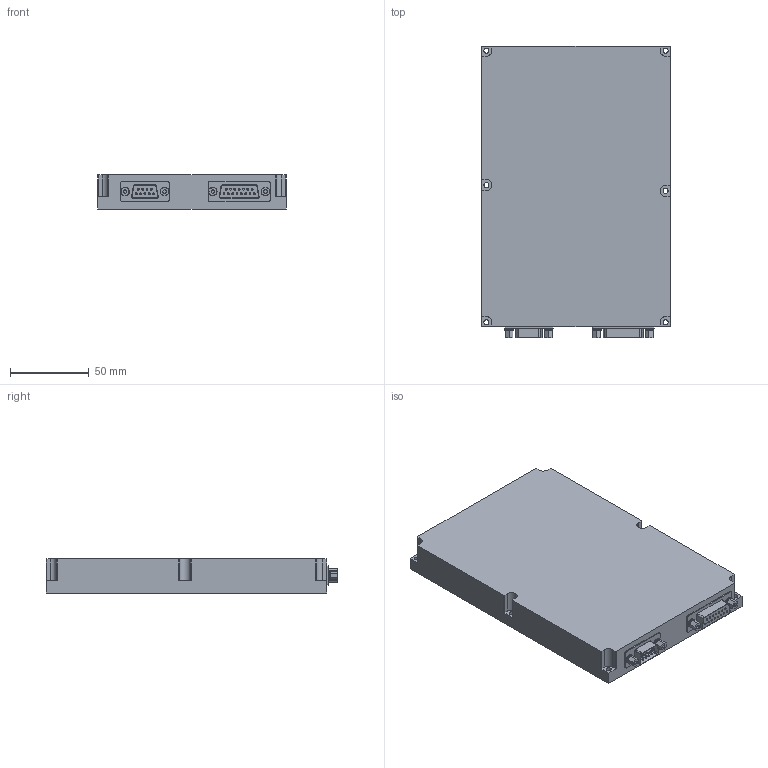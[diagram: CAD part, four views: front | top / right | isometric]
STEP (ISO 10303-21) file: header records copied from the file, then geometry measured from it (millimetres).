
FILE_DESCRIPTION(/* description */ ('Unknown'),/* implementation_level */ '2;1');
FILE_NAME(/* name */ 'M1982001',/* time_stamp */ '2020-05-07T12:24:52-04:00',/* author */ ('Unknown'),/* organization */ ('Unknown'),/* preprocessor_version */ 'ST-DEVELOPER v16.7',/* originating_system */ 'DEX',/* authorisation */ $);
FILE_SCHEMA (('CONFIG_CONTROL_DESIGN'));
Length unit declared in the file: millimetre
Products named in the file (8): M1982001; MAIN BODY; D-TYPE9PC; D-TYPE15SD; P001-19; MS35338-134; NAS620C4
Assembly tree (10 placements, depth 3):
  M1982001
    MAIN BODY
    D-TYPE9PC
    D-TYPE15SD
    P001-19  x4
      P001-19
      MS35338-134
      NAS620C4
Bounding box: 119.38 x 184.79 x 21.59 mm (x, y, z)
Volume: 459920.9 mm3; surface area: 61326.2 mm2
Topology: 15 solids, 15 shells, 352 faces, 788 edges, 530 vertices
Faces by surface type: plane 188, cylinder 140, torus 24
Full cylindrical faces by diameter (mm): 1.14 x48, 2.156 x4, 2.382 x4, 2.95 x4, 3.05 x4, 3.2 x6, 5.309 x4
Entity records: 9300 total; most frequent: DIRECTION 1400, CARTESIAN_POINT 1243, ORIENTED_EDGE 1076, AXIS2_PLACEMENT_3D 565, EDGE_CURVE 538, EDGE_LOOP 452, FACE_BOUND 452, VERTEX_POINT 408
